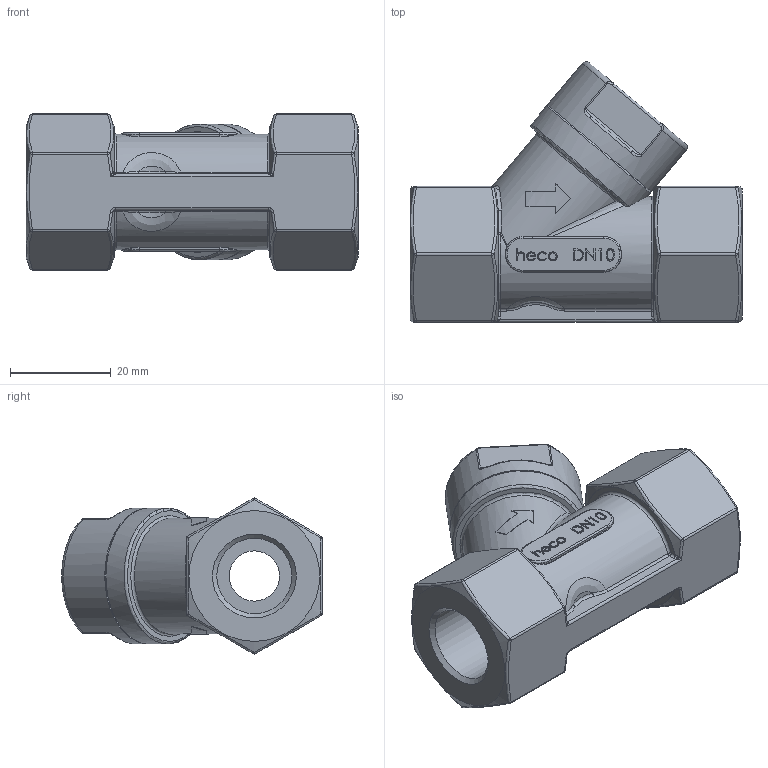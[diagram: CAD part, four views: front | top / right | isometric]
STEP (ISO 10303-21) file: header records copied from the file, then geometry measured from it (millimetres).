
FILE_DESCRIPTION (( 'STEP AP214' ), '1' );
FILE_NAME ('RV-038-000-4 Rückschlagventil heco.STEP', '2013-12-09T12:53:11', ( 'test' ), ( '' ), 'SwSTEP 2.0', 'SolidWorks 2011', '' );
FILE_SCHEMA (( 'AUTOMOTIVE_DESIGN' ));
Length unit declared in the file: millimetre
Products named in the file (1): RV-038-000-4 Rückschlagventil heco
Bounding box: 66 x 51.8 x 31.02 mm (x, y, z)
Volume: 41336.8 mm3; surface area: 11593.9 mm2
Topology: 1 solids, 5 shells, 567 faces, 1394 edges, 850 vertices
Faces by surface type: bspline 257, plane 194, cylinder 56, sphere 28, torus 23, cone 9
Full cylindrical faces by diameter (mm): 10 x1, 14.95 x2, 27 x2
Entity records: 34585 total; most frequent: CARTESIAN_POINT 17002, ORIENTED_EDGE 2714, DIRECTION 1677, EDGE_CURVE 1357, VERTEX_POINT 847, EDGE_LOOP 618, FACE_OUTER_BOUND 572, UNCERTAINTY_MEASURE_WITH_UNIT 570
